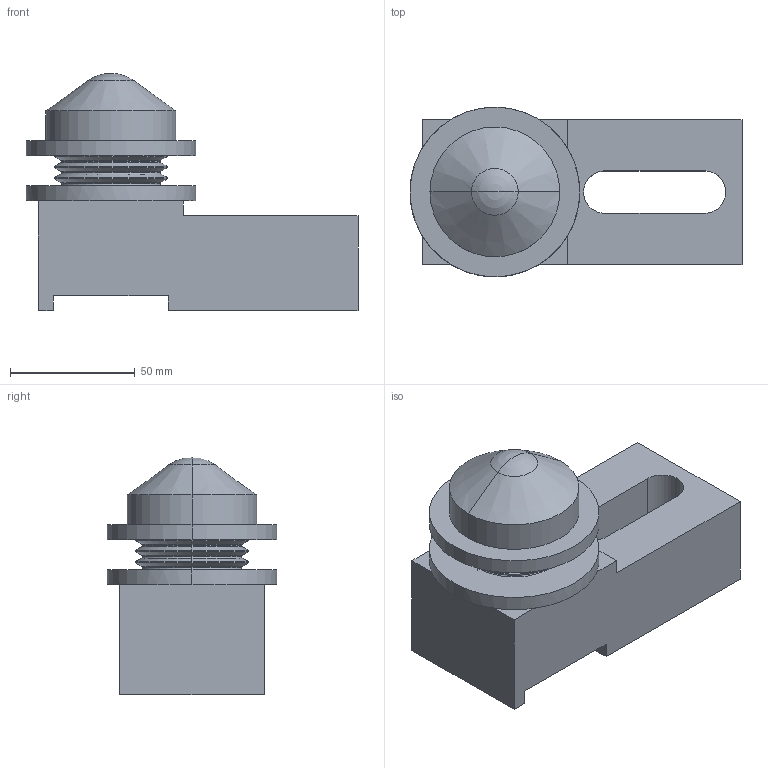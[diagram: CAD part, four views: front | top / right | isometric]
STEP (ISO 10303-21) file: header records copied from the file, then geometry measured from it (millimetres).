
FILE_DESCRIPTION(('STEP AP214'),'1');
FILE_NAME(' ',' ',('TraceParts'),('TraceParts S.A.'),'XStep 1.0',' ',' ');
FILE_SCHEMA(('automotive_design'));
Length unit declared in the file: millimetre
Products named in the file (2): 1; 2
Bounding box: 133 x 68 x 95 mm (x, y, z)
Volume: 333076.4 mm3; surface area: 63238.3 mm2
Topology: 2 solids, 2 shells, 206 faces, 424 edges, 223 vertices
Faces by surface type: cone 68, torus 66, cylinder 44, plane 26, sphere 2
Entity records: 10256 total; most frequent: DIRECTION 1104, STYLED_ITEM 853, PRESENTATION_STYLE_ASSIGNMENT 853, CARTESIAN_POINT 853, COLOUR_RGB 853, ORIENTED_EDGE 844, AXIS2_PLACEMENT_3D 474, EDGE_CURVE 422
